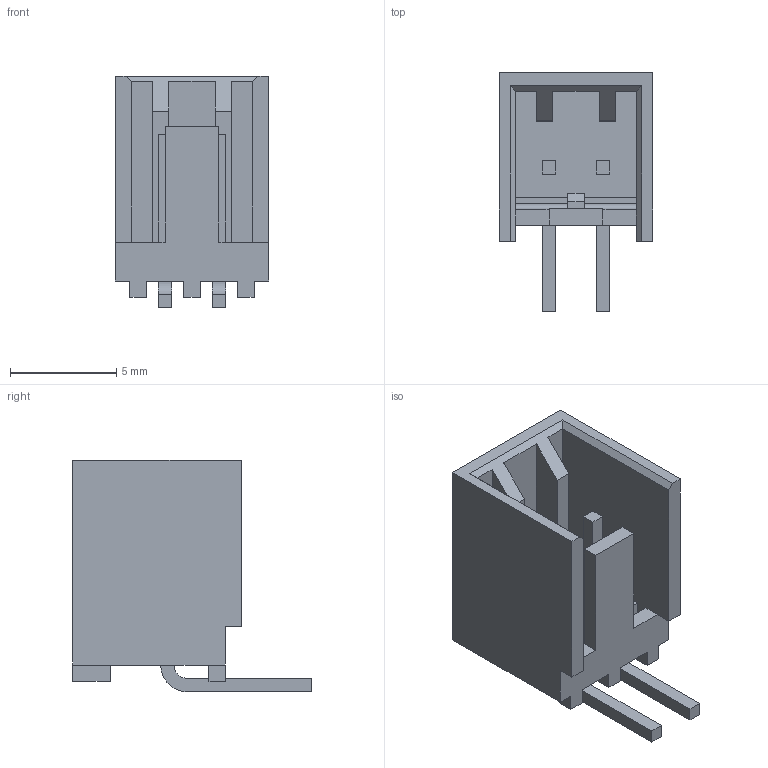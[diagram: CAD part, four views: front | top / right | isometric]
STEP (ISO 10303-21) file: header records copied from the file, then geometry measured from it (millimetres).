
FILE_DESCRIPTION(('STEP AP242'),'1');
FILE_NAME('2-644488-2.stp','2021-02-26T16:17:04',('TraceParts'),('TraceParts S.A.'),'Spatial InterOp 3D',' ',' ');
FILE_SCHEMA(('AP242_MANAGED_MODEL_BASED_3D_ENGINEERING_MIM_LF {1 0 10303 442 1 1 4}'));
Length unit declared in the file: millimetre
Products named in the file (1): 2-644488-2
Bounding box: 7.21 x 11.25 x 10.92 mm (x, y, z)
Volume: 265.2 mm3; surface area: 659.8 mm2
Topology: 1 solids, 1 shells, 86 faces, 233 edges, 154 vertices
Faces by surface type: plane 81, cylinder 5
Entity records: 2670 total; most frequent: CARTESIAN_POINT 474, ORIENTED_EDGE 466, DIRECTION 417, EDGE_CURVE 233, LINE 223, VECTOR 223, VERTEX_POINT 154, AXIS2_PLACEMENT_3D 97
